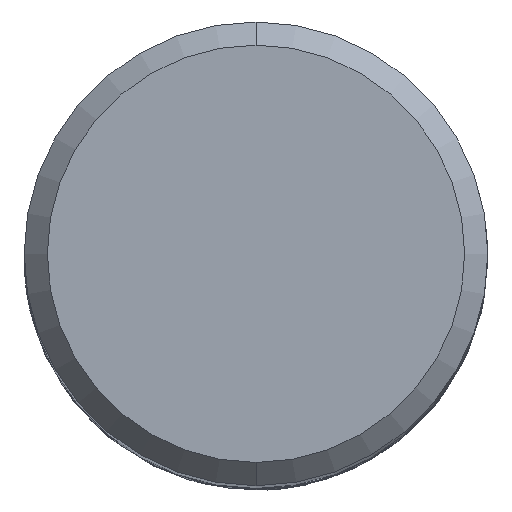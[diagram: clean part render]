
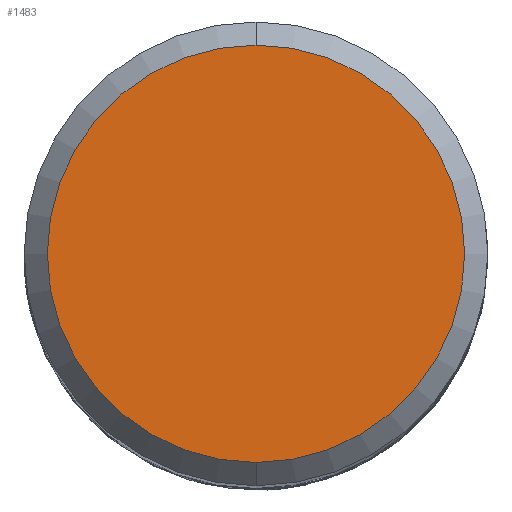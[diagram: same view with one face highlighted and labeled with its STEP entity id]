
A CAD part, top view. The second image highlights one B-rep face of the part: STEP entity #1483.
In plain terms, the highlighted planar face has unit normal (0, 0, 1).
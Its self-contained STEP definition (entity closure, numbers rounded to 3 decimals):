
#821=EDGE_CURVE('',#1457,#1149,#1991,.T.);
#1109=EDGE_CURVE('',#1149,#1457,#2308,.T.);
#1149=VERTEX_POINT('',#2354);
#1457=VERTEX_POINT('',#2686);
#1483=ADVANCED_FACE('',(#2715),#2716,.T.);
#1991=CIRCLE('',#6330,7.2);
#2308=CIRCLE('',#8999,7.2);
#2354=CARTESIAN_POINT('',(0.,-7.2,0.0));
#2686=CARTESIAN_POINT('',(0.0,7.2,0.0));
#2715=FACE_OUTER_BOUND('',#14173,.T.);
#2716=PLANE('',#14174);
#6330=AXIS2_PLACEMENT_3D('',#17419,#17420,#17421);
#8999=AXIS2_PLACEMENT_3D('',#17733,#17734,#17735);
#14173=EDGE_LOOP('',(#18123,#18124));
#14174=AXIS2_PLACEMENT_3D('',#18125,#18126,#18127);
#17419=CARTESIAN_POINT('',(0.0,0.0,0.0));
#17420=DIRECTION('',(0.0,0.0,-1.0));
#17421=DIRECTION('',(0.0,1.0,0.0));
#17733=CARTESIAN_POINT('',(0.0,0.0,0.0));
#17734=DIRECTION('',(0.0,0.0,-1.0));
#17735=DIRECTION('',(0.0,1.0,0.0));
#18123=ORIENTED_EDGE('',*,*,#821,.F.);
#18124=ORIENTED_EDGE('',*,*,#1109,.F.);
#18125=CARTESIAN_POINT('',(0.0,3.6,0.0));
#18126=DIRECTION('',(-0.0,0.0,1.0));
#18127=DIRECTION('',(0.0,-1.0,0.0));
